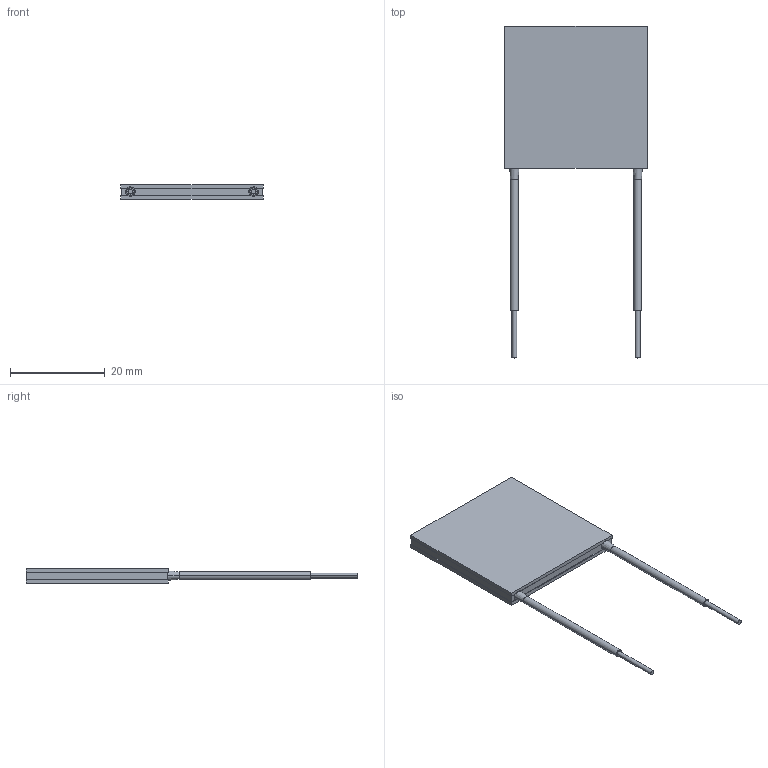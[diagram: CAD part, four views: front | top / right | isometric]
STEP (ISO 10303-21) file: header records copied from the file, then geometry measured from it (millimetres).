
FILE_DESCRIPTION (( 'STEP AP214' ), '1' );
FILE_NAME ('CUI_DEVICES_CP603315H.step', '2019-11-16T13:01:12', ( '' ), ( '' ), 'SwSTEP 2.0', 'SolidWorks 2019', '' );
FILE_SCHEMA (( 'AUTOMOTIVE_DESIGN' ));
Length unit declared in the file: inch
Products named in the file (1): CUI_DEVICES_CP603315H
Bounding box: 30 x 70 x 3.15 mm (x, y, z)
Volume: 2946.8 mm3; surface area: 2577.4 mm2
Topology: 1 solids, 1 shells, 36 faces, 92 edges, 60 vertices
Faces by surface type: plane 24, cylinder 8, cone 4
Entity records: 1218 total; most frequent: CARTESIAN_POINT 213, DIRECTION 186, ORIENTED_EDGE 184, EDGE_CURVE 92, AXIS2_PLACEMENT_3D 65, VERTEX_POINT 60, VECTOR 56, LINE 56
